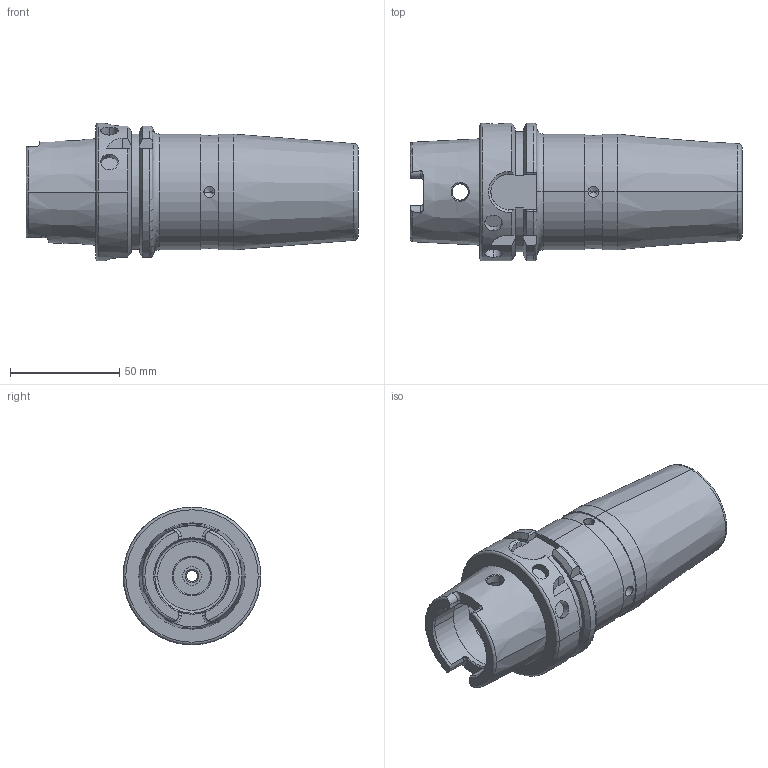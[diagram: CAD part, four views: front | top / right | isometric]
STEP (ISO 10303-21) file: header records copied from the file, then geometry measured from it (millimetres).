
FILE_DESCRIPTION (( 'STEP AP203' ), '1' );
FILE_NAME ('F1A063H-SFC25120.STEP', '2024-09-06T05:31:50', ( '' ), ( '' ), 'SwSTEP 2.0', 'SolidWorks 2024', '' );
FILE_SCHEMA (( 'CONFIG_CONTROL_DESIGN' ));
Length unit declared in the file: millimetre
Products named in the file (4): HSKA63SFC25120WW; SCWM16X1P; F1A063H-SFC25120
Assembly tree (3 placements, depth 3):
  F1A063H-SFC25120
    HSKA63SFC25120WW
      HSKA63SFC25120WW
      SCWM16X1P
Bounding box: 151.95 x 63 x 63 mm (x, y, z)
Volume: 235388.9 mm3; surface area: 44910.7 mm2
Topology: 2 solids, 2 shells, 218 faces, 543 edges, 330 vertices
Faces by surface type: cylinder 69, plane 67, cone 41, torus 27, bspline 14
Entity records: 8503 total; most frequent: CARTESIAN_POINT 3083, ORIENTED_EDGE 1066, DIRECTION 1028, EDGE_CURVE 533, AXIS2_PLACEMENT_3D 410, VERTEX_POINT 330, EDGE_LOOP 237, ADVANCED_FACE 218
